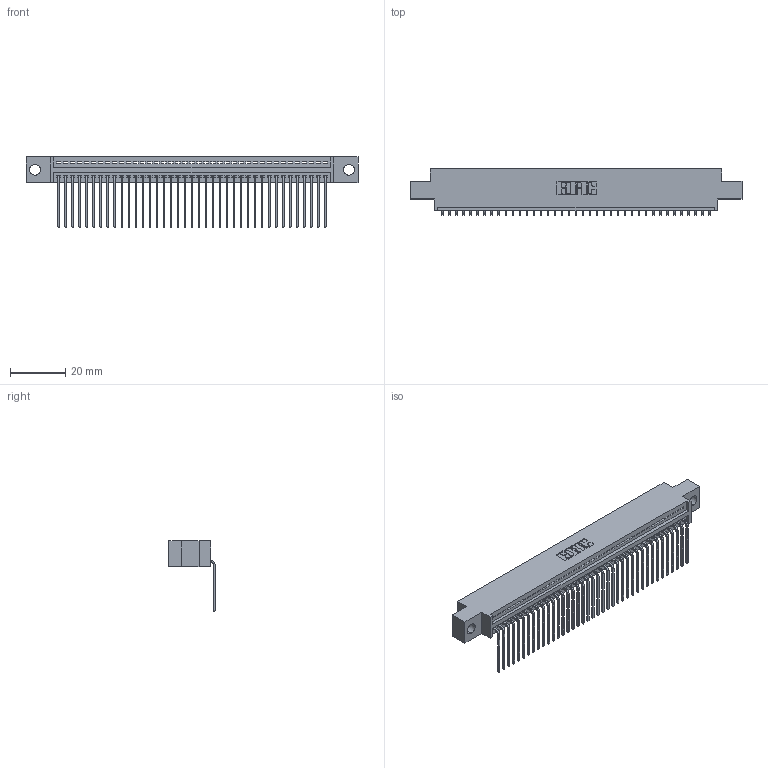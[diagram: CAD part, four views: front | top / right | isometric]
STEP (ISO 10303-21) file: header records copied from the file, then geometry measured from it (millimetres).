
FILE_DESCRIPTION (( 'STEP AP203' ), '1' );
FILE_NAME ('345-039-559-604.STEP', '2018-09-05T00:16:21', ( '' ), ( '' ), 'SwSTEP 2.0', 'SolidWorks 2016', '' );
FILE_SCHEMA (( 'CONFIG_CONTROL_DESIGN' ));
Length unit declared in the file: inch
Products named in the file (3): 345-292-001_558 559 Tail - 1; 345-039-559-604; 345 Part_0.170 Offset - 0.156 Dia-TH
Assembly tree (40 placements, depth 2):
  345-039-559-604
    345 Part_0.170 Offset - 0.156 Dia-TH
    345-292-001_558 559 Tail - 1  x39
Bounding box: 120.27 x 16.75 x 25.53 mm (x, y, z)
Volume: 11327.4 mm3; surface area: 15711.2 mm2
Topology: 40 solids, 40 shells, 2470 faces, 7451 edges, 4914 vertices
Faces by surface type: plane 1722, cylinder 748
Entity records: 29975 total; most frequent: CARTESIAN_POINT 5201, ORIENTED_EDGE 5174, DIRECTION 4545, EDGE_CURVE 2587, LINE 2299, VECTOR 2299, VERTEX_POINT 1722, AXIS2_PLACEMENT_3D 1123
